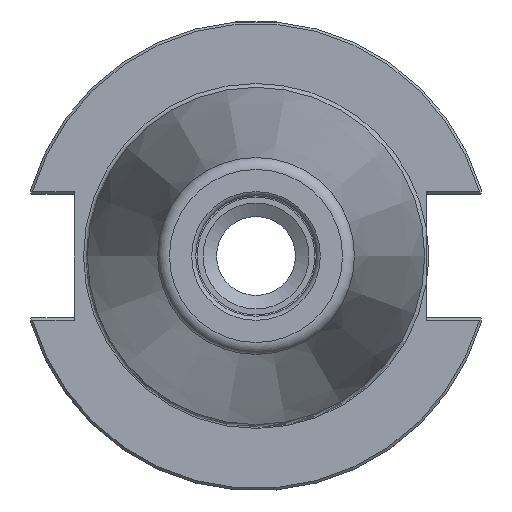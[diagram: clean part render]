
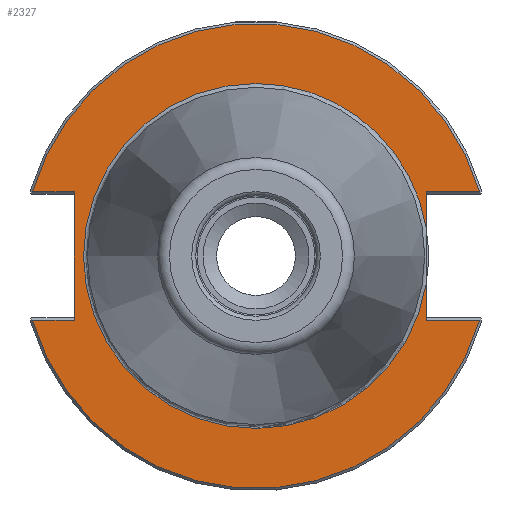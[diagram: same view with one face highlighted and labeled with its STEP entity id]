
A CAD part, left-side view. The second image highlights one B-rep face of the part: STEP entity #2327.
In plain terms, the highlighted planar face has unit normal (-1, 0, 0).
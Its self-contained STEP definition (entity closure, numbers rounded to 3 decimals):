
#127=PLANE('',#2525);
#212=FACE_OUTER_BOUND('',#341,.T.);
#341=EDGE_LOOP('',(#1651,#1652,#1653,#1654,#1655,#1656,#1657,#1658,#1659,
#1660,#1661));
#466=LINE('',#3588,#604);
#470=LINE('',#3596,#608);
#471=LINE('',#3600,#609);
#472=LINE('',#3602,#610);
#473=LINE('',#3604,#611);
#474=LINE('',#3608,#612);
#475=LINE('',#3610,#613);
#604=VECTOR('',#2893,10.);
#608=VECTOR('',#2899,10.);
#609=VECTOR('',#2902,10.);
#610=VECTOR('',#2903,10.);
#611=VECTOR('',#2904,10.);
#612=VECTOR('',#2907,10.);
#613=VECTOR('',#2908,10.);
#787=CIRCLE('',#2526,48.25);
#788=CIRCLE('',#2527,48.25);
#789=CIRCLE('',#2528,35.8);
#790=CIRCLE('',#2529,35.8);
#945=VERTEX_POINT('',#3583);
#946=VERTEX_POINT('',#3587);
#949=VERTEX_POINT('',#3595);
#950=VERTEX_POINT('',#3597);
#951=VERTEX_POINT('',#3599);
#952=VERTEX_POINT('',#3601);
#953=VERTEX_POINT('',#3603);
#954=VERTEX_POINT('',#3605);
#955=VERTEX_POINT('',#3607);
#956=VERTEX_POINT('',#3609);
#957=VERTEX_POINT('',#3611);
#1221=EDGE_CURVE('',#945,#946,#466,.T.);
#1225=EDGE_CURVE('',#949,#946,#470,.T.);
#1226=EDGE_CURVE('',#950,#945,#787,.T.);
#1227=EDGE_CURVE('',#951,#950,#471,.T.);
#1228=EDGE_CURVE('',#951,#952,#472,.T.);
#1229=EDGE_CURVE('',#953,#952,#473,.T.);
#1230=EDGE_CURVE('',#954,#953,#788,.T.);
#1231=EDGE_CURVE('',#955,#954,#474,.T.);
#1232=EDGE_CURVE('',#955,#956,#475,.T.);
#1233=EDGE_CURVE('',#956,#957,#789,.T.);
#1234=EDGE_CURVE('',#957,#949,#790,.T.);
#1651=ORIENTED_EDGE('',*,*,#1225,.T.);
#1652=ORIENTED_EDGE('',*,*,#1221,.F.);
#1653=ORIENTED_EDGE('',*,*,#1226,.F.);
#1654=ORIENTED_EDGE('',*,*,#1227,.F.);
#1655=ORIENTED_EDGE('',*,*,#1228,.T.);
#1656=ORIENTED_EDGE('',*,*,#1229,.F.);
#1657=ORIENTED_EDGE('',*,*,#1230,.F.);
#1658=ORIENTED_EDGE('',*,*,#1231,.F.);
#1659=ORIENTED_EDGE('',*,*,#1232,.T.);
#1660=ORIENTED_EDGE('',*,*,#1233,.T.);
#1661=ORIENTED_EDGE('',*,*,#1234,.T.);
#2327=ADVANCED_FACE('',(#212),#127,.T.);
#2525=AXIS2_PLACEMENT_3D('',#3594,#2897,#2898);
#2526=AXIS2_PLACEMENT_3D('',#3598,#2900,#2901);
#2527=AXIS2_PLACEMENT_3D('',#3606,#2905,#2906);
#2528=AXIS2_PLACEMENT_3D('',#3612,#2909,#2910);
#2529=AXIS2_PLACEMENT_3D('',#3613,#2911,#2912);
#2893=DIRECTION('',(0.,1.,0.));
#2897=DIRECTION('center_axis',(-1.,0.,0.));
#2898=DIRECTION('ref_axis',(0.,0.,1.));
#2899=DIRECTION('',(0.,0.,1.));
#2900=DIRECTION('center_axis',(1.,0.,0.));
#2901=DIRECTION('ref_axis',(0.,0.,-1.));
#2902=DIRECTION('',(0.,1.,0.));
#2903=DIRECTION('',(0.,0.,-1.));
#2904=DIRECTION('',(0.,-1.,0.));
#2905=DIRECTION('center_axis',(1.,0.,0.));
#2906=DIRECTION('ref_axis',(0.,0.,-1.));
#2907=DIRECTION('',(0.,-1.,0.));
#2908=DIRECTION('',(0.,0.,1.));
#2909=DIRECTION('center_axis',(1.,0.,0.));
#2910=DIRECTION('ref_axis',(0.,0.,-1.));
#2911=DIRECTION('center_axis',(1.,0.,0.));
#2912=DIRECTION('ref_axis',(0.,0.,-1.));
#3583=CARTESIAN_POINT('',(1.5,-46.373,13.325));
#3587=CARTESIAN_POINT('',(1.5,-35.3,13.325));
#3588=CARTESIAN_POINT('',(1.5,6.475,13.325));
#3594=CARTESIAN_POINT('Origin',(1.5,48.25,0.));
#3595=CARTESIAN_POINT('',(1.5,-35.3,5.962));
#3596=CARTESIAN_POINT('',(1.5,-35.3,-6.413));
#3597=CARTESIAN_POINT('',(1.5,46.373,13.325));
#3598=CARTESIAN_POINT('Origin',(1.5,0.,
0.));
#3599=CARTESIAN_POINT('',(1.5,37.7,13.325));
#3600=CARTESIAN_POINT('',(1.5,61.395,13.325));
#3601=CARTESIAN_POINT('',(1.5,37.7,-13.325));
#3602=CARTESIAN_POINT('',(1.5,37.7,6.413));
#3603=CARTESIAN_POINT('',(1.5,46.373,-13.325));
#3604=CARTESIAN_POINT('',(1.5,42.975,-13.325));
#3605=CARTESIAN_POINT('',(1.5,-46.373,-13.325));
#3606=CARTESIAN_POINT('Origin',(1.5,0.,
0.));
#3607=CARTESIAN_POINT('',(1.5,-35.3,-13.325));
#3608=CARTESIAN_POINT('',(1.5,-13.707,-13.325));
#3609=CARTESIAN_POINT('',(1.5,-35.3,-5.962));
#3610=CARTESIAN_POINT('',(1.5,-35.3,-6.413));
#3611=CARTESIAN_POINT('',(1.5,0.,35.8));
#3612=CARTESIAN_POINT('Origin',(1.5,0.,
0.));
#3613=CARTESIAN_POINT('Origin',(1.5,0.,
0.));
